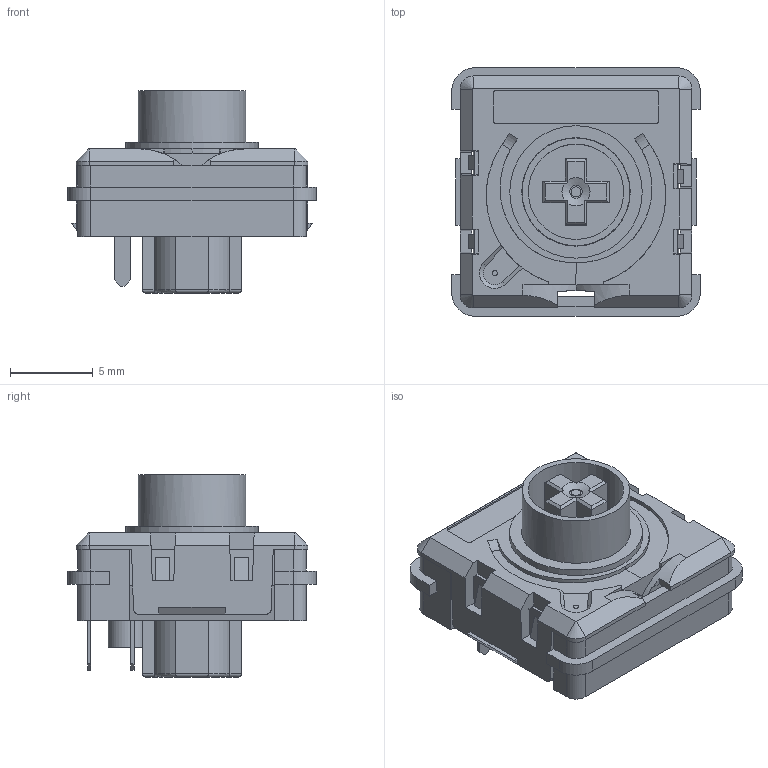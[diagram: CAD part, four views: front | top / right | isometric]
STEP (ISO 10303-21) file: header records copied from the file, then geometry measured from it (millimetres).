
FILE_DESCRIPTION(('FreeCAD Model'),'2;1');
FILE_NAME('Open CASCADE Shape Model','2024-01-18T20:10:26',(''),(''), 'Open CASCADE STEP processor 7.6','FreeCAD','Unknown');
FILE_SCHEMA(('AP242_MANAGED_MODEL_BASED_3D_ENGINEERING_MIM_LF. {1 0 10303 442 1 1 4 }'));
Length unit declared in the file: millimetre
Products named in the file (6): high_detail_import; Fusion; Stem; Top Case; Bottom Case; Spring
Assembly tree (5 placements, depth 2):
  high_detail_import
    Fusion
    Stem
    Top Case
    Bottom Case
    Spring
Bounding box: 15 x 15 x 12.2 mm (x, y, z)
Volume: 696.5 mm3; surface area: 2386.7 mm2
Topology: 5 solids, 5 shells, 440 faces, 1201 edges, 783 vertices
Faces by surface type: plane 287, cylinder 117, bspline 18, torus 9, cone 7, revolution 2
Full cylindrical faces by diameter (mm): 0.314 x1, 0.431 x1, 0.6 x1, 1 x1, 1.6 x1, 1.8 x1, 2 x1, 3.2 x1, 5.75 x1, 6.5 x1, 6.55 x1, 8 x1
Entity records: 18695 total; most frequent: CARTESIAN_POINT 7328, ORIENTED_EDGE 2400, DIRECTION 2242, EDGE_CURVE 1200, LINE 848, VECTOR 848, VERTEX_POINT 783, AXIS2_PLACEMENT_3D 696
